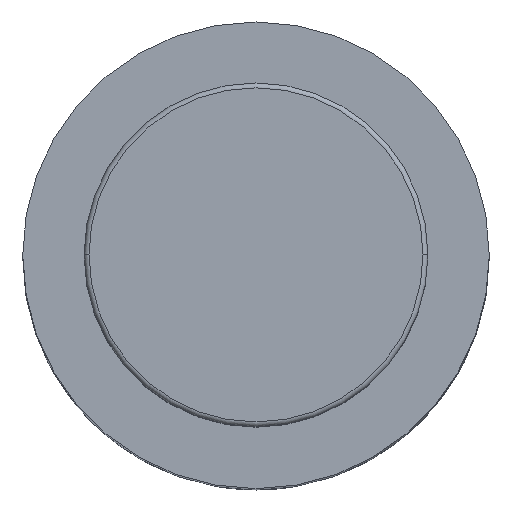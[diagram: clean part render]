
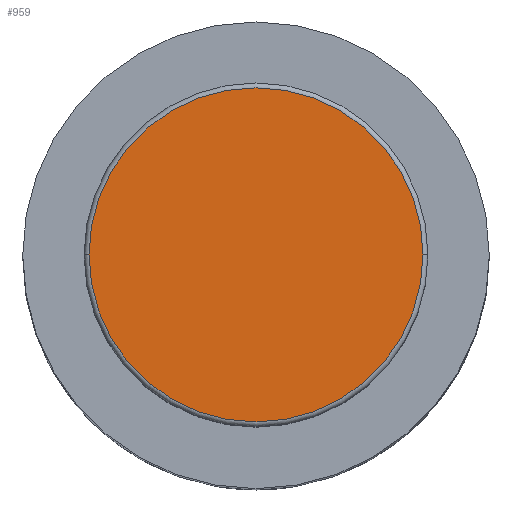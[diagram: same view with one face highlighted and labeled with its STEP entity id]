
A CAD part, top view. The second image highlights one B-rep face of the part: STEP entity #959.
In plain terms, the highlighted planar face has unit normal (0, 0, 1).
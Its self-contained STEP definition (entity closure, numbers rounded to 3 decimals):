
#244 = VERTEX_POINT ( 'NONE', #1085 ) ;
#272 = ORIENTED_EDGE ( 'NONE', *, *, #1299, .T. ) ;
#355 = EDGE_LOOP ( 'NONE', ( #1751, #272 ) ) ;
#831 = VERTEX_POINT ( 'NONE', #1135 ) ;
#916 = CARTESIAN_POINT ( 'NONE',  ( 0., 0., 210. ) ) ;
#930 = DIRECTION ( 'NONE',  ( 0., 0., 1. ) ) ;
#948 = DIRECTION ( 'NONE',  ( 1., 0., 0. ) ) ;
#959 = ADVANCED_FACE ( 'NONE', ( #1157 ), #1114, .T. ) ;
#1002 = EDGE_CURVE ( 'NONE', #831, #244, #1598, .T. ) ;
#1085 = CARTESIAN_POINT ( 'NONE',  ( -34., 0., 210. ) ) ;
#1114 = PLANE ( 'NONE',  #2452 ) ;
#1135 = CARTESIAN_POINT ( 'NONE',  ( 34., 0., 210. ) ) ;
#1157 = FACE_OUTER_BOUND ( 'NONE', #355, .T. ) ;
#1176 = DIRECTION ( 'NONE',  ( 0., 0., 1. ) ) ;
#1183 = CARTESIAN_POINT ( 'NONE',  ( 0., 0., 210. ) ) ;
#1299 = EDGE_CURVE ( 'NONE', #244, #831, #2431, .T. ) ;
#1389 = DIRECTION ( 'NONE',  ( 1., 0., 0. ) ) ;
#1423 = DIRECTION ( 'NONE',  ( 1., 0., 0. ) ) ;
#1431 = DIRECTION ( 'NONE',  ( 0., 0., 1. ) ) ;
#1446 = CARTESIAN_POINT ( 'NONE',  ( 0., 0., 210. ) ) ;
#1598 = CIRCLE ( 'NONE', #2461, 34. ) ;
#1751 = ORIENTED_EDGE ( 'NONE', *, *, #1002, .T. ) ;
#2168 = AXIS2_PLACEMENT_3D ( 'NONE', #1446, #1431, #1423 ) ;
#2431 = CIRCLE ( 'NONE', #2168, 34. ) ;
#2452 = AXIS2_PLACEMENT_3D ( 'NONE', #916, #930, #948 ) ;
#2461 = AXIS2_PLACEMENT_3D ( 'NONE', #1183, #1176, #1389 ) ;
